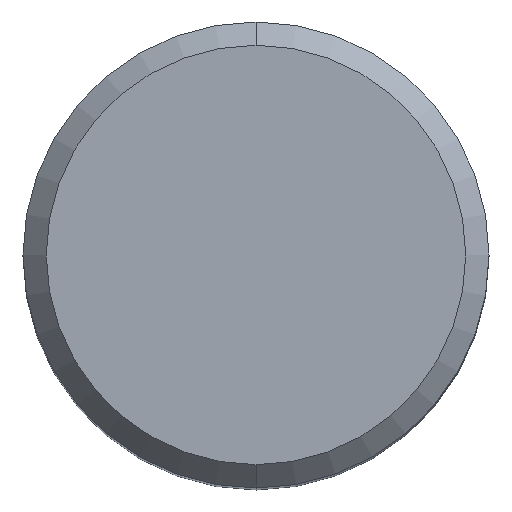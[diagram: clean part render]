
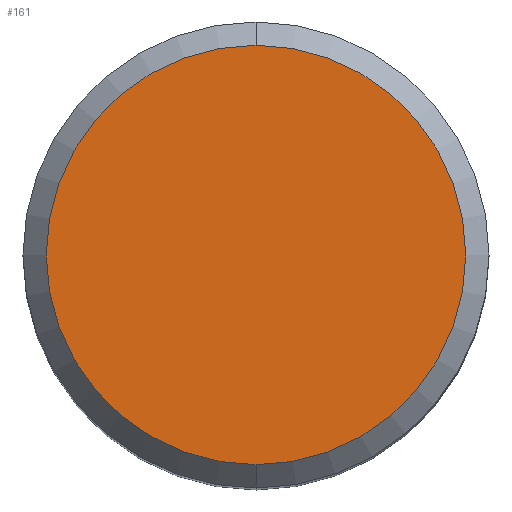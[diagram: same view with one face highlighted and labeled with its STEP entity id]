
A CAD part, top view. The second image highlights one B-rep face of the part: STEP entity #161.
In plain terms, the highlighted planar face has unit normal (0, 0, 1).
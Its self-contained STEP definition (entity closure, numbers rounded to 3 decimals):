
#107=EDGE_CURVE('',#153,#165,#259,.T.);
#153=VERTEX_POINT('',#310);
#161=ADVANCED_FACE('',(#319),#320,.T.);
#165=VERTEX_POINT('',#324);
#211=EDGE_CURVE('',#165,#153,#376,.T.);
#259=CIRCLE('',#424,9.0);
#310=CARTESIAN_POINT('',(0.,-9.0,0.0));
#319=FACE_OUTER_BOUND('',#503,.T.);
#320=PLANE('',#504);
#324=CARTESIAN_POINT('',(0.0,9.0,0.0));
#376=CIRCLE('',#576,9.0);
#424=AXIS2_PLACEMENT_3D('',#610,#611,#612);
#503=EDGE_LOOP('',(#692,#693));
#504=AXIS2_PLACEMENT_3D('',#694,#695,#696);
#576=AXIS2_PLACEMENT_3D('',#761,#762,#763);
#610=CARTESIAN_POINT('',(0.0,0.0,0.0));
#611=DIRECTION('',(0.0,0.0,-1.0));
#612=DIRECTION('',(0.0,1.0,0.0));
#692=ORIENTED_EDGE('',*,*,#211,.F.);
#693=ORIENTED_EDGE('',*,*,#107,.F.);
#694=CARTESIAN_POINT('',(0.0,4.5,0.0));
#695=DIRECTION('',(-0.0,0.0,1.0));
#696=DIRECTION('',(0.0,-1.0,0.0));
#761=CARTESIAN_POINT('',(0.0,0.0,0.0));
#762=DIRECTION('',(0.0,0.0,-1.0));
#763=DIRECTION('',(0.0,1.0,0.0));
